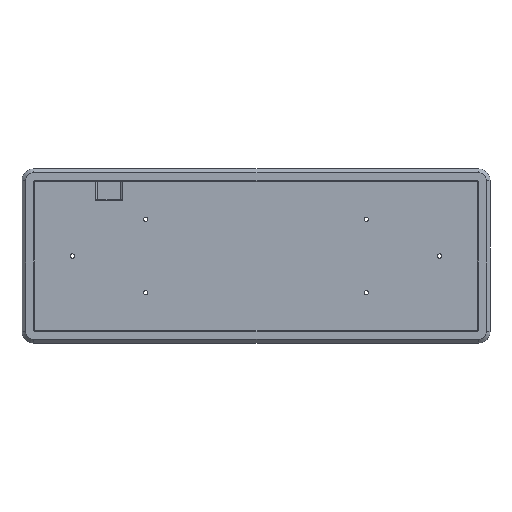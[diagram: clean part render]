
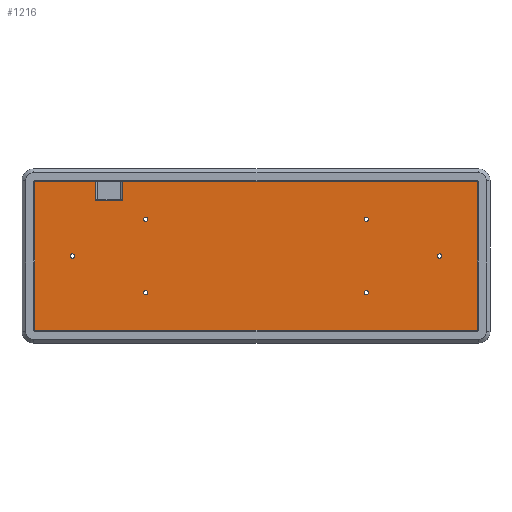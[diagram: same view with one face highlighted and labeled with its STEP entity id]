
A CAD part, top view. The second image highlights one B-rep face of the part: STEP entity #1216.
In plain terms, the highlighted planar face has unit normal (0, 0, 1).
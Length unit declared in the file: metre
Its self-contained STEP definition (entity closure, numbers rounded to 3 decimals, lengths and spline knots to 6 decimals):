
#76=LINE('',#1906,#172);
#80=LINE('',#1919,#176);
#96=LINE('',#1963,#192);
#97=LINE('',#1967,#193);
#98=LINE('',#1971,#194);
#99=LINE('',#1976,#195);
#100=LINE('',#1980,#196);
#101=LINE('',#1984,#197);
#172=VECTOR('',#1491,1.);
#176=VECTOR('',#1499,1.);
#192=VECTOR('',#1531,1.);
#193=VECTOR('',#1534,1.);
#194=VECTOR('',#1537,1.);
#195=VECTOR('',#1542,1.);
#196=VECTOR('',#1545,1.);
#197=VECTOR('',#1548,1.);
#302=ORIENTED_EDGE('',*,*,#626,.F.);
#303=ORIENTED_EDGE('',*,*,#646,.T.);
#304=ORIENTED_EDGE('',*,*,#647,.T.);
#305=ORIENTED_EDGE('',*,*,#648,.T.);
#306=ORIENTED_EDGE('',*,*,#649,.T.);
#307=ORIENTED_EDGE('',*,*,#650,.T.);
#308=ORIENTED_EDGE('',*,*,#651,.T.);
#309=ORIENTED_EDGE('',*,*,#652,.T.);
#310=ORIENTED_EDGE('',*,*,#620,.F.);
#311=ORIENTED_EDGE('',*,*,#653,.T.);
#312=ORIENTED_EDGE('',*,*,#654,.F.);
#313=ORIENTED_EDGE('',*,*,#655,.T.);
#314=ORIENTED_EDGE('',*,*,#656,.F.);
#315=ORIENTED_EDGE('',*,*,#657,.T.);
#316=ORIENTED_EDGE('',*,*,#658,.F.);
#317=ORIENTED_EDGE('',*,*,#659,.T.);
#318=ORIENTED_EDGE('',*,*,#660,.F.);
#319=ORIENTED_EDGE('',*,*,#661,.F.);
#320=ORIENTED_EDGE('',*,*,#662,.F.);
#321=ORIENTED_EDGE('',*,*,#663,.F.);
#322=ORIENTED_EDGE('',*,*,#664,.F.);
#323=ORIENTED_EDGE('',*,*,#665,.F.);
#620=EDGE_CURVE('',#792,#793,#76,.T.);
#626=EDGE_CURVE('',#798,#799,#80,.T.);
#646=EDGE_CURVE('',#798,#818,#902,.T.);
#647=EDGE_CURVE('',#818,#819,#96,.T.);
#648=EDGE_CURVE('',#819,#820,#903,.T.);
#649=EDGE_CURVE('',#820,#821,#97,.T.);
#650=EDGE_CURVE('',#821,#822,#904,.T.);
#651=EDGE_CURVE('',#822,#823,#98,.T.);
#652=EDGE_CURVE('',#823,#793,#905,.T.);
#653=EDGE_CURVE('',#792,#824,#906,.F.);
#654=EDGE_CURVE('',#825,#824,#99,.T.);
#655=EDGE_CURVE('',#825,#826,#907,.F.);
#656=EDGE_CURVE('',#827,#826,#100,.T.);
#657=EDGE_CURVE('',#827,#828,#908,.F.);
#658=EDGE_CURVE('',#829,#828,#101,.T.);
#659=EDGE_CURVE('',#829,#799,#909,.F.);
#660=EDGE_CURVE('',#830,#830,#910,.T.);
#661=EDGE_CURVE('',#831,#831,#911,.T.);
#662=EDGE_CURVE('',#832,#832,#912,.T.);
#663=EDGE_CURVE('',#833,#833,#913,.T.);
#664=EDGE_CURVE('',#834,#834,#914,.T.);
#665=EDGE_CURVE('',#835,#835,#915,.T.);
#792=VERTEX_POINT('',#1907);
#793=VERTEX_POINT('',#1908);
#798=VERTEX_POINT('',#1918);
#799=VERTEX_POINT('',#1920);
#818=VERTEX_POINT('',#1962);
#819=VERTEX_POINT('',#1964);
#820=VERTEX_POINT('',#1966);
#821=VERTEX_POINT('',#1968);
#822=VERTEX_POINT('',#1970);
#823=VERTEX_POINT('',#1972);
#824=VERTEX_POINT('',#1975);
#825=VERTEX_POINT('',#1977);
#826=VERTEX_POINT('',#1979);
#827=VERTEX_POINT('',#1981);
#828=VERTEX_POINT('',#1983);
#829=VERTEX_POINT('',#1985);
#830=VERTEX_POINT('',#1988);
#831=VERTEX_POINT('',#1990);
#832=VERTEX_POINT('',#1992);
#833=VERTEX_POINT('',#1994);
#834=VERTEX_POINT('',#1996);
#835=VERTEX_POINT('',#1998);
#902=CIRCLE('',#1324,0.0005);
#903=CIRCLE('',#1325,0.0005);
#904=CIRCLE('',#1326,0.0005);
#905=CIRCLE('',#1327,0.0005);
#906=CIRCLE('',#1328,0.0005);
#907=CIRCLE('',#1329,0.0005);
#908=CIRCLE('',#1330,0.0005);
#909=CIRCLE('',#1331,0.0005);
#910=CIRCLE('',#1332,0.0011);
#911=CIRCLE('',#1333,0.0011);
#912=CIRCLE('',#1334,0.0011);
#913=CIRCLE('',#1335,0.0011);
#914=CIRCLE('',#1336,0.0011);
#915=CIRCLE('',#1337,0.0011);
#960=EDGE_LOOP('',(#302,#303,#304,#305,#306,#307,#308,#309,#310,#311,#312,
#313,#314,#315,#316,#317));
#961=EDGE_LOOP('',(#318));
#962=EDGE_LOOP('',(#319));
#963=EDGE_LOOP('',(#320));
#964=EDGE_LOOP('',(#321));
#965=EDGE_LOOP('',(#322));
#966=EDGE_LOOP('',(#323));
#1072=FACE_BOUND('',#960,.T.);
#1073=FACE_BOUND('',#961,.T.);
#1074=FACE_BOUND('',#962,.T.);
#1075=FACE_BOUND('',#963,.T.);
#1076=FACE_BOUND('',#964,.T.);
#1077=FACE_BOUND('',#965,.T.);
#1078=FACE_BOUND('',#966,.T.);
#1182=PLANE('',#1323);
#1216=ADVANCED_FACE('',(#1072,#1073,#1074,#1075,#1076,#1077,#1078),#1182,
 .F.);
#1323=AXIS2_PLACEMENT_3D('',#1960,#1527,#1528);
#1324=AXIS2_PLACEMENT_3D('',#1961,#1529,#1530);
#1325=AXIS2_PLACEMENT_3D('',#1965,#1532,#1533);
#1326=AXIS2_PLACEMENT_3D('',#1969,#1535,#1536);
#1327=AXIS2_PLACEMENT_3D('',#1973,#1538,#1539);
#1328=AXIS2_PLACEMENT_3D('',#1974,#1540,#1541);
#1329=AXIS2_PLACEMENT_3D('',#1978,#1543,#1544);
#1330=AXIS2_PLACEMENT_3D('',#1982,#1546,#1547);
#1331=AXIS2_PLACEMENT_3D('',#1986,#1549,#1550);
#1332=AXIS2_PLACEMENT_3D('',#1987,#1551,#1552);
#1333=AXIS2_PLACEMENT_3D('',#1989,#1553,#1554);
#1334=AXIS2_PLACEMENT_3D('',#1991,#1555,#1556);
#1335=AXIS2_PLACEMENT_3D('',#1993,#1557,#1558);
#1336=AXIS2_PLACEMENT_3D('',#1995,#1559,#1560);
#1337=AXIS2_PLACEMENT_3D('',#1997,#1561,#1562);
#1491=DIRECTION('',(1.,0.,0.));
#1499=DIRECTION('',(1.,0.,0.));
#1527=DIRECTION('',(0.,0.,-1.));
#1528=DIRECTION('',(1.,0.,0.));
#1529=DIRECTION('',(0.,0.,-1.));
#1530=DIRECTION('',(-1.,0.,0.));
#1531=DIRECTION('',(0.,-1.,0.));
#1532=DIRECTION('',(0.,0.,-1.));
#1533=DIRECTION('',(-1.,0.,0.));
#1534=DIRECTION('',(-1.,0.,0.));
#1535=DIRECTION('',(0.,0.,-1.));
#1536=DIRECTION('',(-1.,0.,0.));
#1537=DIRECTION('',(0.,1.,0.));
#1538=DIRECTION('',(0.,0.,-1.));
#1539=DIRECTION('',(-1.,0.,0.));
#1540=DIRECTION('',(0.,0.,-1.));
#1541=DIRECTION('',(-1.,0.,0.));
#1542=DIRECTION('',(0.,1.,0.));
#1543=DIRECTION('',(0.,0.,-1.));
#1544=DIRECTION('',(-1.,0.,0.));
#1545=DIRECTION('',(-1.,0.,0.));
#1546=DIRECTION('',(0.,0.,-1.));
#1547=DIRECTION('',(-1.,0.,0.));
#1548=DIRECTION('',(0.,-1.,0.));
#1549=DIRECTION('',(0.,0.,-1.));
#1550=DIRECTION('',(-1.,0.,0.));
#1551=DIRECTION('',(0.,0.,1.));
#1552=DIRECTION('',(1.,0.,0.));
#1553=DIRECTION('',(0.,0.,1.));
#1554=DIRECTION('',(1.,0.,0.));
#1555=DIRECTION('',(0.,0.,1.));
#1556=DIRECTION('',(1.,0.,0.));
#1557=DIRECTION('',(0.,0.,1.));
#1558=DIRECTION('',(1.,0.,0.));
#1559=DIRECTION('',(0.,0.,1.));
#1560=DIRECTION('',(1.,0.,0.));
#1561=DIRECTION('',(0.,0.,1.));
#1562=DIRECTION('',(1.,0.,0.));
#1906=CARTESIAN_POINT('',(0.,0.0385,-0.0091));
#1907=CARTESIAN_POINT('',(-0.114,0.0385,-0.0091));
#1908=CARTESIAN_POINT('',(-0.0835,0.0385,-0.0091));
#1918=CARTESIAN_POINT('',(-0.0685,0.0385,-0.0091));
#1919=CARTESIAN_POINT('',(0.,0.0385,-0.0091));
#1920=CARTESIAN_POINT('',(0.114,0.0385,-0.0091));
#1960=CARTESIAN_POINT('',(0.,0.,-0.0091));
#1961=CARTESIAN_POINT('',(-0.0685,0.039,-0.0091));
#1962=CARTESIAN_POINT('',(-0.069,0.039,-0.0091));
#1963=CARTESIAN_POINT('',(-0.069,0.03675,-0.0091));
#1964=CARTESIAN_POINT('',(-0.069,0.029,-0.0091));
#1965=CARTESIAN_POINT('',(-0.0695,0.029,-0.0091));
#1966=CARTESIAN_POINT('',(-0.0695,0.0285,-0.0091));
#1967=CARTESIAN_POINT('',(-0.076,0.0285,-0.0091));
#1968=CARTESIAN_POINT('',(-0.0825,0.0285,-0.0091));
#1969=CARTESIAN_POINT('',(-0.0825,0.029,-0.0091));
#1970=CARTESIAN_POINT('',(-0.083,0.029,-0.0091));
#1971=CARTESIAN_POINT('',(-0.083,0.0385,-0.0091));
#1972=CARTESIAN_POINT('',(-0.083,0.039,-0.0091));
#1973=CARTESIAN_POINT('',(-0.0835,0.039,-0.0091));
#1974=CARTESIAN_POINT('',(-0.114,0.038,-0.0091));
#1975=CARTESIAN_POINT('',(-0.1145,0.038,-0.0091));
#1976=CARTESIAN_POINT('',(-0.1145,0.,-0.0091));
#1977=CARTESIAN_POINT('',(-0.1145,-0.038,-0.0091));
#1978=CARTESIAN_POINT('',(-0.114,-0.038,-0.0091));
#1979=CARTESIAN_POINT('',(-0.114,-0.0385,-0.0091));
#1980=CARTESIAN_POINT('',(0.,-0.0385,-0.0091));
#1981=CARTESIAN_POINT('',(0.114,-0.0385,-0.0091));
#1982=CARTESIAN_POINT('',(0.114,-0.038,-0.0091));
#1983=CARTESIAN_POINT('',(0.1145,-0.038,-0.0091));
#1984=CARTESIAN_POINT('',(0.1145,0.,-0.0091));
#1985=CARTESIAN_POINT('',(0.1145,0.038,-0.0091));
#1986=CARTESIAN_POINT('',(0.114,0.038,-0.0091));
#1987=CARTESIAN_POINT('',(0.057,-0.019,-0.0091));
#1988=CARTESIAN_POINT('',(0.0581,-0.019,-0.0091));
#1989=CARTESIAN_POINT('',(0.057,0.019,-0.0091));
#1990=CARTESIAN_POINT('',(0.0581,0.019,-0.0091));
#1991=CARTESIAN_POINT('',(0.095,0.,-0.0091));
#1992=CARTESIAN_POINT('',(0.0961,0.,-0.0091));
#1993=CARTESIAN_POINT('',(-0.095,0.,-0.0091));
#1994=CARTESIAN_POINT('',(-0.0939,0.,-0.0091));
#1995=CARTESIAN_POINT('',(-0.057,-0.019,-0.0091));
#1996=CARTESIAN_POINT('',(-0.0559,-0.019,-0.0091));
#1997=CARTESIAN_POINT('',(-0.057,0.019,-0.0091));
#1998=CARTESIAN_POINT('',(-0.0559,0.019,-0.0091));
